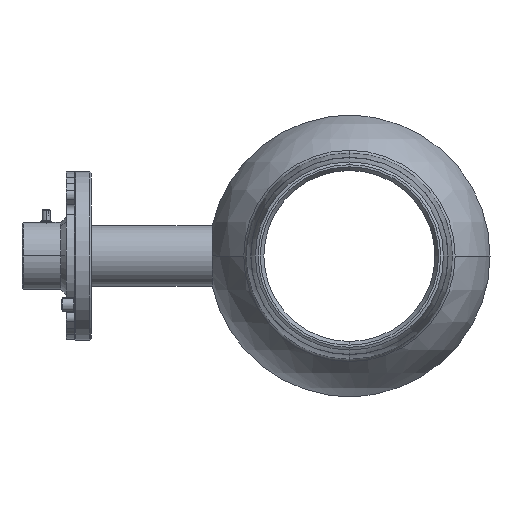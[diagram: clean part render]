
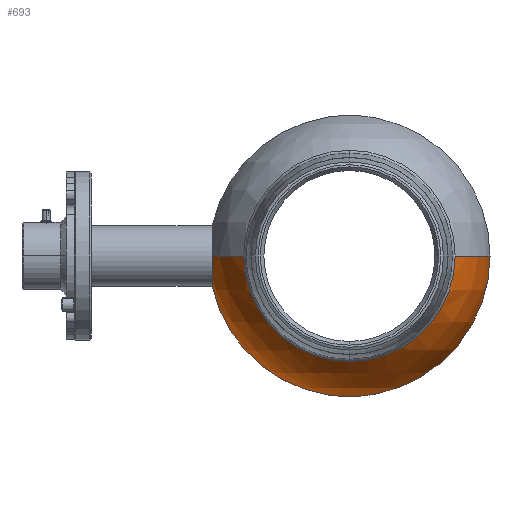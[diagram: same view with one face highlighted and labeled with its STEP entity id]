
A CAD part, left-side view. The second image highlights one B-rep face of the part: STEP entity #693.
In plain terms, the highlighted spherical face has radius 105.1 mm.
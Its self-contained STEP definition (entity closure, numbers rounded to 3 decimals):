
#77 = FACE_OUTER_BOUND ( 'NONE', #5593, .T. ) ;
#597 = DIRECTION ( 'NONE',  ( 0., 0., 1. ) ) ;
#652 = CARTESIAN_POINT ( 'NONE',  ( -11.76, -104.44, 0. ) ) ;
#693 = ADVANCED_FACE ( 'NONE', ( #77 ), #9780, .T. ) ;
#1013 = DIRECTION ( 'NONE',  ( 0., 0., -1. ) ) ;
#1090 = AXIS2_PLACEMENT_3D ( 'NONE', #13601, #7397, #9325 ) ;
#1248 = EDGE_CURVE ( 'NONE', #2464, #12088, #8102, .T. ) ;
#1325 = CARTESIAN_POINT ( 'NONE',  ( 0., 0., 0. ) ) ;
#1796 = EDGE_CURVE ( 'NONE', #10285, #2464, #4142, .T. ) ;
#2206 = DIRECTION ( 'NONE',  ( 0., -1., 0. ) ) ;
#2340 = CARTESIAN_POINT ( 'NONE',  ( -69.858, -78.523, 0. ) ) ;
#2420 = DIRECTION ( 'NONE',  ( 1., 0., 0. ) ) ;
#2464 = VERTEX_POINT ( 'NONE', #6656 ) ;
#2906 = AXIS2_PLACEMENT_3D ( 'NONE', #7160, #8426, #11365 ) ;
#3718 = ORIENTED_EDGE ( 'NONE', *, *, #12147, .F. ) ;
#4000 = VERTEX_POINT ( 'NONE', #652 ) ;
#4142 = CIRCLE ( 'NONE', #11177, 78.523 ) ;
#4247 = CARTESIAN_POINT ( 'NONE',  ( 0., 0., 0. ) ) ;
#4601 = DIRECTION ( 'NONE',  ( 0., -1., 0. ) ) ;
#5008 = AXIS2_PLACEMENT_3D ( 'NONE', #4247, #597, #4601 ) ;
#5053 = EDGE_CURVE ( 'NONE', #9995, #10285, #12035, .T. ) ;
#5056 = AXIS2_PLACEMENT_3D ( 'NONE', #1325, #6410, #11573 ) ;
#5458 = AXIS2_PLACEMENT_3D ( 'NONE', #10438, #1013, #8353 ) ;
#5535 = EDGE_CURVE ( 'NONE', #4000, #12088, #7622, .T. ) ;
#5593 = EDGE_LOOP ( 'NONE', ( #8830, #6667, #3718, #10375, #13259, #8706 ) ) ;
#5797 = DIRECTION ( 'NONE',  ( 0., 0., -1. ) ) ;
#6214 = CARTESIAN_POINT ( 'NONE',  ( -25.433, 101.976, 0. ) ) ;
#6410 = DIRECTION ( 'NONE',  ( 0., 0., 1. ) ) ;
#6656 = CARTESIAN_POINT ( 'NONE',  ( -69.858, 0., -78.523 ) ) ;
#6667 = ORIENTED_EDGE ( 'NONE', *, *, #10877, .T. ) ;
#6828 = DIRECTION ( 'NONE',  ( -1., 0., 0. ) ) ;
#7160 = CARTESIAN_POINT ( 'NONE',  ( 0., 101.976, 0. ) ) ;
#7397 = DIRECTION ( 'NONE',  ( -1., 0., 0. ) ) ;
#7622 = CIRCLE ( 'NONE', #5458, 105.1 ) ;
#8102 = CIRCLE ( 'NONE', #1090, 78.523 ) ;
#8353 = DIRECTION ( 'NONE',  ( -1., 0., 0. ) ) ;
#8426 = DIRECTION ( 'NONE',  ( 0., -1., 0. ) ) ;
#8706 = ORIENTED_EDGE ( 'NONE', *, *, #1796, .F. ) ;
#8733 = CARTESIAN_POINT ( 'NONE',  ( -69.858, 0., 0. ) ) ;
#8830 = ORIENTED_EDGE ( 'NONE', *, *, #5053, .F. ) ;
#9325 = DIRECTION ( 'NONE',  ( 0., 0., -1. ) ) ;
#9763 = VERTEX_POINT ( 'NONE', #13297 ) ;
#9780 = SPHERICAL_SURFACE ( 'NONE', #5056, 105.1 ) ;
#9937 = CIRCLE ( 'NONE', #2906, 25.433 ) ;
#9995 = VERTEX_POINT ( 'NONE', #6214 ) ;
#10285 = VERTEX_POINT ( 'NONE', #13281 ) ;
#10375 = ORIENTED_EDGE ( 'NONE', *, *, #5535, .T. ) ;
#10438 = CARTESIAN_POINT ( 'NONE',  ( 0., 0., 0. ) ) ;
#10877 = EDGE_CURVE ( 'NONE', #9995, #9763, #9937, .T. ) ;
#11177 = AXIS2_PLACEMENT_3D ( 'NONE', #8733, #6828, #5797 ) ;
#11365 = DIRECTION ( 'NONE',  ( -1., 0., 0. ) ) ;
#11573 = DIRECTION ( 'NONE',  ( 0., -1., 0. ) ) ;
#12035 = CIRCLE ( 'NONE', #5008, 105.1 ) ;
#12088 = VERTEX_POINT ( 'NONE', #2340 ) ;
#12147 = EDGE_CURVE ( 'NONE', #4000, #9763, #12593, .T. ) ;
#12161 = AXIS2_PLACEMENT_3D ( 'NONE', #12867, #2420, #2206 ) ;
#12593 = CIRCLE ( 'NONE', #12161, 104.44 ) ;
#12867 = CARTESIAN_POINT ( 'NONE',  ( -11.76, 0., 0. ) ) ;
#13259 = ORIENTED_EDGE ( 'NONE', *, *, #1248, .F. ) ;
#13281 = CARTESIAN_POINT ( 'NONE',  ( -69.858, 78.523, 0. ) ) ;
#13297 = CARTESIAN_POINT ( 'NONE',  ( -11.76, 101.976, -22.551 ) ) ;
#13601 = CARTESIAN_POINT ( 'NONE',  ( -69.858, 0., 0. ) ) ;
